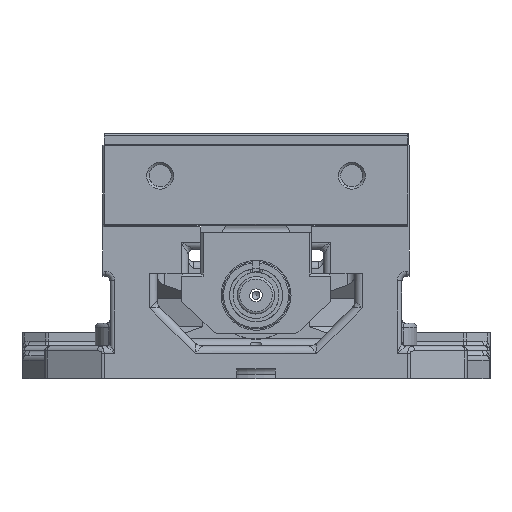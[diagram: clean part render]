
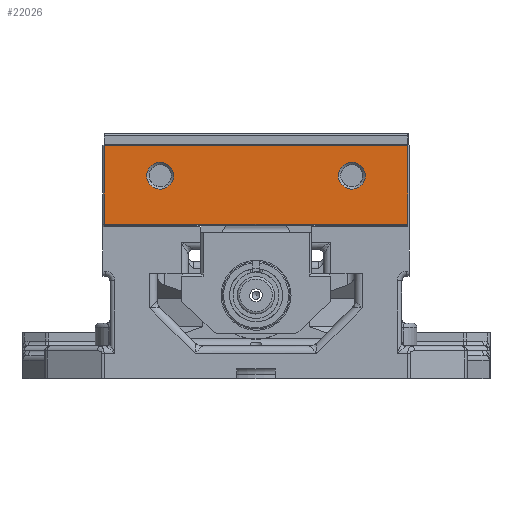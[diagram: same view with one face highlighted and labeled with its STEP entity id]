
A CAD part, front view. The second image highlights one B-rep face of the part: STEP entity #22026.
In plain terms, the highlighted planar face has unit normal (0, -1, 0).
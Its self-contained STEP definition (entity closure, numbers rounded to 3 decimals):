
#332=FACE_BOUND('',#7347,.T.);
#333=FACE_BOUND('',#7348,.T.);
#1988=LINE('',#41251,#3740);
#1993=LINE('',#41261,#3745);
#2005=LINE('',#41282,#3757);
#2021=LINE('',#41311,#3773);
#2023=LINE('',#41315,#3775);
#2035=LINE('',#41344,#3787);
#3740=VECTOR('',#30500,10.);
#3745=VECTOR('',#30509,10.);
#3757=VECTOR('',#30531,10.);
#3773=VECTOR('',#30569,10.);
#3775=VECTOR('',#30575,10.);
#3787=VECTOR('',#30609,10.);
#4446=PLANE('',#24341);
#6063=FACE_OUTER_BOUND('',#7346,.T.);
#7346=EDGE_LOOP('',(#19646,#19647,#19648,#19649,#19650,#19651));
#7347=EDGE_LOOP('',(#19652));
#7348=EDGE_LOOP('',(#19653));
#8455=CIRCLE('',#24340,5.572);
#8456=CIRCLE('',#24342,5.572);
#10480=VERTEX_POINT('',#41246);
#10481=VERTEX_POINT('',#41249);
#10483=VERTEX_POINT('',#41255);
#10484=VERTEX_POINT('',#41259);
#10486=VERTEX_POINT('',#41266);
#10487=VERTEX_POINT('',#41276);
#10496=VERTEX_POINT('',#41340);
#10497=VERTEX_POINT('',#41345);
#13530=EDGE_CURVE('',#10481,#10480,#1988,.T.);
#13535=EDGE_CURVE('',#10484,#10483,#1993,.T.);
#13547=EDGE_CURVE('',#10487,#10486,#2005,.T.);
#13563=EDGE_CURVE('',#10483,#10487,#2021,.T.);
#13565=EDGE_CURVE('',#10486,#10481,#2023,.T.);
#13577=EDGE_CURVE('',#10496,#10496,#8455,.T.);
#13578=EDGE_CURVE('',#10484,#10480,#2035,.T.);
#13579=EDGE_CURVE('',#10497,#10497,#8456,.T.);
#19646=ORIENTED_EDGE('',*,*,#13535,.F.);
#19647=ORIENTED_EDGE('',*,*,#13578,.T.);
#19648=ORIENTED_EDGE('',*,*,#13530,.F.);
#19649=ORIENTED_EDGE('',*,*,#13565,.F.);
#19650=ORIENTED_EDGE('',*,*,#13547,.F.);
#19651=ORIENTED_EDGE('',*,*,#13563,.F.);
#19652=ORIENTED_EDGE('',*,*,#13579,.F.);
#19653=ORIENTED_EDGE('',*,*,#13577,.F.);
#22026=ADVANCED_FACE('',(#6063,#332,#333),#4446,.T.);
#24340=AXIS2_PLACEMENT_3D('',#41342,#30605,#30606);
#24341=AXIS2_PLACEMENT_3D('',#41343,#30607,#30608);
#24342=AXIS2_PLACEMENT_3D('',#41346,#30610,#30611);
#30500=DIRECTION('',(-1.,0.,0.));
#30509=DIRECTION('',(-1.,0.,0.));
#30531=DIRECTION('',(1.,0.,0.));
#30569=DIRECTION('',(0.,0.,1.));
#30575=DIRECTION('',(0.,0.,-1.));
#30605=DIRECTION('center_axis',(0.,-1.,0.));
#30606=DIRECTION('ref_axis',(-1.,0.,0.));
#30607=DIRECTION('center_axis',(0.,-1.,0.));
#30608=DIRECTION('ref_axis',(1.,0.,0.));
#30609=DIRECTION('',(1.,0.,0.));
#30610=DIRECTION('center_axis',(0.,-1.,0.));
#30611=DIRECTION('ref_axis',(-1.,0.,0.));
#41246=CARTESIAN_POINT('',(27.,-125.5,64.));
#41249=CARTESIAN_POINT('',(63.,-125.5,64.));
#41251=CARTESIAN_POINT('',(0.,-125.5,64.));
#41255=CARTESIAN_POINT('',(-63.,-125.5,64.));
#41259=CARTESIAN_POINT('',(-27.,-125.5,64.));
#41261=CARTESIAN_POINT('',(0.,-125.5,64.));
#41266=CARTESIAN_POINT('',(63.,-125.5,96.5));
#41276=CARTESIAN_POINT('',(-63.,-125.5,96.5));
#41282=CARTESIAN_POINT('',(0.,-125.5,96.5));
#41311=CARTESIAN_POINT('',(-63.,-125.5,78.75));
#41315=CARTESIAN_POINT('',(63.,-125.5,78.75));
#41340=CARTESIAN_POINT('',(45.272,-125.5,84.1));
#41342=CARTESIAN_POINT('Origin',(39.7,-125.5,84.1));
#41343=CARTESIAN_POINT('Origin',(0.,-125.5,97.));
#41344=CARTESIAN_POINT('',(0.,-125.5,64.));
#41345=CARTESIAN_POINT('',(-34.128,-125.5,84.1));
#41346=CARTESIAN_POINT('Origin',(-39.7,-125.5,84.1));
